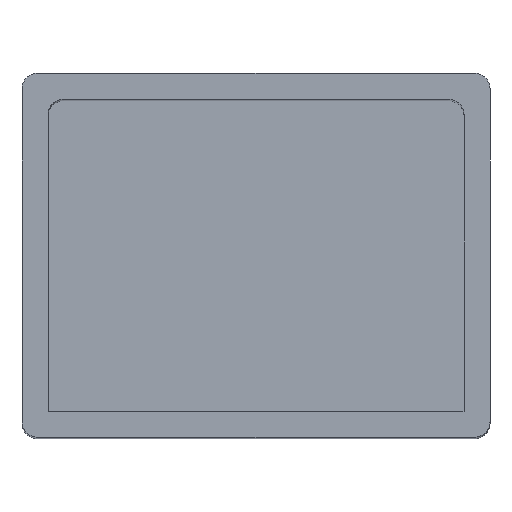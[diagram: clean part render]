
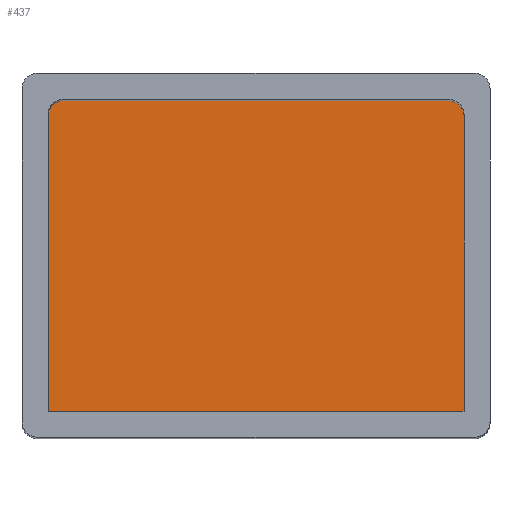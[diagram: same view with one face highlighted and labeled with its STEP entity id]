
A CAD part, top view. The second image highlights one B-rep face of the part: STEP entity #437.
In plain terms, the highlighted planar face has unit normal (0, 0, 1).
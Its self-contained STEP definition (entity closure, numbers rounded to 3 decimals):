
#22 = CARTESIAN_POINT ( 'NONE',  ( -40., 27., 0. ) ) ;
#37 = CARTESIAN_POINT ( 'NONE',  ( -40., -30., 0. ) ) ;
#46 = VECTOR ( 'NONE', #590, 1000. ) ;
#66 = ORIENTED_EDGE ( 'NONE', *, *, #581, .T. ) ;
#67 = EDGE_CURVE ( 'NONE', #125, #335, #690, .T. ) ;
#71 = CARTESIAN_POINT ( 'NONE',  ( 40., 27., 0. ) ) ;
#73 = VERTEX_POINT ( 'NONE', #225 ) ;
#101 = ORIENTED_EDGE ( 'NONE', *, *, #114, .T. ) ;
#112 = DIRECTION ( 'NONE',  ( 1., 0., 0. ) ) ;
#114 = EDGE_CURVE ( 'NONE', #73, #338, #184, .T. ) ;
#119 = CARTESIAN_POINT ( 'NONE',  ( 40., 27., 0. ) ) ;
#125 = VERTEX_POINT ( 'NONE', #657 ) ;
#147 = VECTOR ( 'NONE', #837, 1000. ) ;
#161 = DIRECTION ( 'NONE',  ( 0., 0., -1. ) ) ;
#182 = CARTESIAN_POINT ( 'NONE',  ( -37., 27., 0. ) ) ;
#184 = LINE ( 'NONE', #855, #774 ) ;
#187 = LINE ( 'NONE', #37, #46 ) ;
#211 = ORIENTED_EDGE ( 'NONE', *, *, #67, .T. ) ;
#225 = CARTESIAN_POINT ( 'NONE',  ( 37., 30., 0. ) ) ;
#226 = CARTESIAN_POINT ( 'NONE',  ( 42., 32., 0. ) ) ;
#258 = EDGE_CURVE ( 'NONE', #335, #694, #187, .T. ) ;
#263 = ORIENTED_EDGE ( 'NONE', *, *, #652, .T. ) ;
#298 = PLANE ( 'NONE',  #703 ) ;
#321 = CIRCLE ( 'NONE', #435, 3. ) ;
#335 = VERTEX_POINT ( 'NONE', #405 ) ;
#338 = VERTEX_POINT ( 'NONE', #697 ) ;
#353 = EDGE_CURVE ( 'NONE', #751, #73, #832, .T. ) ;
#405 = CARTESIAN_POINT ( 'NONE',  ( -40., -30., 0. ) ) ;
#408 = EDGE_LOOP ( 'NONE', ( #554, #66, #638, #101, #263, #211 ) ) ;
#435 = AXIS2_PLACEMENT_3D ( 'NONE', #182, #452, #112 ) ;
#437 = ADVANCED_FACE ( 'NONE', ( #517 ), #298, .F. ) ;
#445 = DIRECTION ( 'NONE',  ( -1., 0., 0. ) ) ;
#447 = AXIS2_PLACEMENT_3D ( 'NONE', #675, #730, #596 ) ;
#452 = DIRECTION ( 'NONE',  ( 0., 0., 1. ) ) ;
#517 = FACE_OUTER_BOUND ( 'NONE', #408, .T. ) ;
#554 = ORIENTED_EDGE ( 'NONE', *, *, #258, .T. ) ;
#581 = EDGE_CURVE ( 'NONE', #694, #751, #729, .T. ) ;
#590 = DIRECTION ( 'NONE',  ( 1., 0., 0. ) ) ;
#596 = DIRECTION ( 'NONE',  ( -1., 0., 0. ) ) ;
#638 = ORIENTED_EDGE ( 'NONE', *, *, #353, .T. ) ;
#652 = EDGE_CURVE ( 'NONE', #338, #125, #321, .T. ) ;
#657 = CARTESIAN_POINT ( 'NONE',  ( -40., 27., 0. ) ) ;
#675 = CARTESIAN_POINT ( 'NONE',  ( 37., 27., 0. ) ) ;
#677 = VECTOR ( 'NONE', #864, 1000. ) ;
#690 = LINE ( 'NONE', #22, #147 ) ;
#694 = VERTEX_POINT ( 'NONE', #820 ) ;
#697 = CARTESIAN_POINT ( 'NONE',  ( -37., 30., 0. ) ) ;
#703 = AXIS2_PLACEMENT_3D ( 'NONE', #226, #161, #835 ) ;
#729 = LINE ( 'NONE', #119, #677 ) ;
#730 = DIRECTION ( 'NONE',  ( 0., 0., 1. ) ) ;
#751 = VERTEX_POINT ( 'NONE', #71 ) ;
#774 = VECTOR ( 'NONE', #445, 1000. ) ;
#820 = CARTESIAN_POINT ( 'NONE',  ( 40., -30., 0. ) ) ;
#832 = CIRCLE ( 'NONE', #447, 3. ) ;
#835 = DIRECTION ( 'NONE',  ( -1., 0., 0. ) ) ;
#837 = DIRECTION ( 'NONE',  ( 0., -1., 0. ) ) ;
#855 = CARTESIAN_POINT ( 'NONE',  ( -37., 30., 0. ) ) ;
#864 = DIRECTION ( 'NONE',  ( 0., 1., 0. ) ) ;
